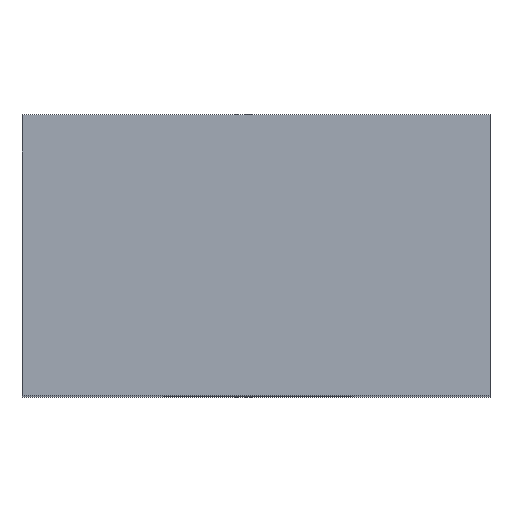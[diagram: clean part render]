
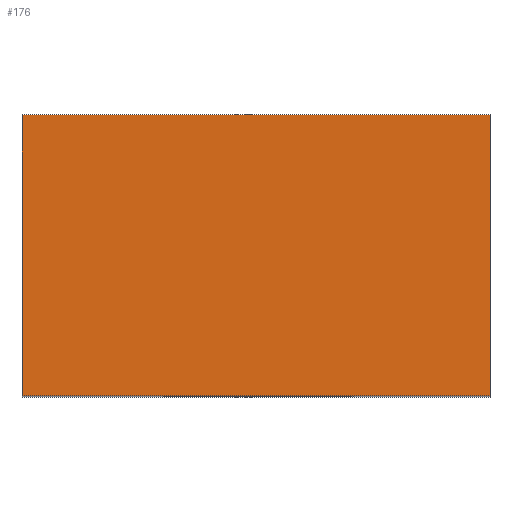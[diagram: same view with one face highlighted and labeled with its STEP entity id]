
A CAD part, top view. The second image highlights one B-rep face of the part: STEP entity #176.
In plain terms, the highlighted planar face has unit normal (0, 0, 1).
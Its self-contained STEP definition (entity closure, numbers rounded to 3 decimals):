
#16=LINE('',#270,#31);
#22=LINE('',#283,#37);
#27=LINE('',#298,#42);
#29=LINE('',#301,#44);
#31=VECTOR('',#223,10.);
#37=VECTOR('',#233,10.);
#42=VECTOR('',#250,10.);
#44=VECTOR('',#254,10.);
#61=FACE_OUTER_BOUND('',#74,.T.);
#74=EDGE_LOOP('',(#151,#152,#153,#154));
#87=VERTEX_POINT('',#268);
#88=VERTEX_POINT('',#269);
#93=VERTEX_POINT('',#281);
#97=VERTEX_POINT('',#297);
#102=EDGE_CURVE('',#87,#88,#16,.T.);
#109=EDGE_CURVE('',#93,#87,#22,.T.);
#116=EDGE_CURVE('',#97,#88,#27,.T.);
#118=EDGE_CURVE('',#97,#93,#29,.T.);
#151=ORIENTED_EDGE('',*,*,#109,.F.);
#152=ORIENTED_EDGE('',*,*,#118,.F.);
#153=ORIENTED_EDGE('',*,*,#116,.T.);
#154=ORIENTED_EDGE('',*,*,#102,.F.);
#166=PLANE('',#206);
#176=ADVANCED_FACE('',(#61),#166,.T.);
#206=AXIS2_PLACEMENT_3D('',#300,#252,#253);
#223=DIRECTION('',(1.,0.,0.));
#233=DIRECTION('',(0.,1.,0.));
#250=DIRECTION('',(0.,1.,0.));
#252=DIRECTION('center_axis',(0.,0.,1.));
#253=DIRECTION('ref_axis',(1.,0.,0.));
#254=DIRECTION('',(-1.,0.,0.));
#268=CARTESIAN_POINT('',(108.,14.,79.25));
#269=CARTESIAN_POINT('',(118.,14.,79.25));
#270=CARTESIAN_POINT('',(108.,14.,79.25));
#281=CARTESIAN_POINT('',(108.,8.,79.25));
#283=CARTESIAN_POINT('',(108.,8.,79.25));
#297=CARTESIAN_POINT('',(118.,8.,79.25));
#298=CARTESIAN_POINT('',(118.,8.,79.25));
#300=CARTESIAN_POINT('Origin',(108.,8.,79.25));
#301=CARTESIAN_POINT('',(118.,8.,79.25));
